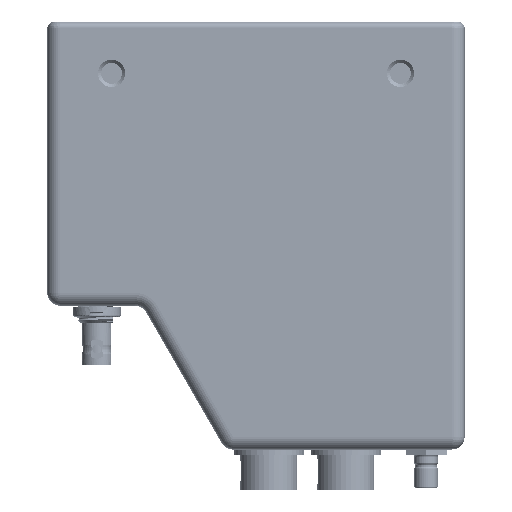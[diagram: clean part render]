
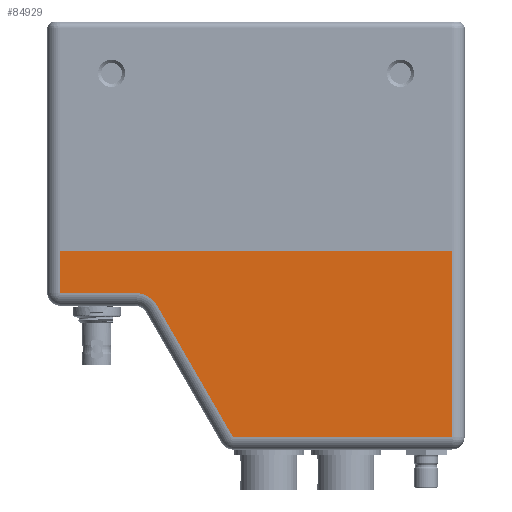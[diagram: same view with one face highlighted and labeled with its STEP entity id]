
A CAD part, left-side view. The second image highlights one B-rep face of the part: STEP entity #84929.
In plain terms, the highlighted planar face has unit normal (-1, 0, 0).
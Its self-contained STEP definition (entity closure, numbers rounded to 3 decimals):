
#7401=FACE_OUTER_BOUND('',#12801,.T.);
#12801=EDGE_LOOP('',(#62582,#62583,#62584,#62585,#62586,#62587,#62588));
#18767=CIRCLE('',#91616,4.);
#25177=LINE('',#142541,#30760);
#25178=LINE('',#142545,#30761);
#25179=LINE('',#142547,#30762);
#25180=LINE('',#142549,#30763);
#25181=LINE('',#142553,#30764);
#25182=LINE('',#142554,#30765);
#30760=VECTOR('',#107795,10.);
#30761=VECTOR('',#107800,10.);
#30762=VECTOR('',#107801,10.);
#30763=VECTOR('',#107802,10.);
#30764=VECTOR('',#107805,10.);
#30765=VECTOR('',#107806,10.);
#36671=VERTEX_POINT('',#142538);
#36672=VERTEX_POINT('',#142540);
#36673=VERTEX_POINT('',#142544);
#36674=VERTEX_POINT('',#142546);
#36675=VERTEX_POINT('',#142548);
#36676=VERTEX_POINT('',#142550);
#36677=VERTEX_POINT('',#142552);
#46038=EDGE_CURVE('',#36671,#36672,#25177,.T.);
#46040=EDGE_CURVE('',#36673,#36671,#25178,.T.);
#46041=EDGE_CURVE('',#36674,#36673,#25179,.T.);
#46042=EDGE_CURVE('',#36675,#36674,#25180,.T.);
#46043=EDGE_CURVE('',#36676,#36675,#18767,.T.);
#46044=EDGE_CURVE('',#36677,#36676,#25181,.T.);
#46045=EDGE_CURVE('',#36672,#36677,#25182,.T.);
#62582=ORIENTED_EDGE('',*,*,#46040,.F.);
#62583=ORIENTED_EDGE('',*,*,#46041,.F.);
#62584=ORIENTED_EDGE('',*,*,#46042,.F.);
#62585=ORIENTED_EDGE('',*,*,#46043,.F.);
#62586=ORIENTED_EDGE('',*,*,#46044,.F.);
#62587=ORIENTED_EDGE('',*,*,#46045,.F.);
#62588=ORIENTED_EDGE('',*,*,#46038,.F.);
#76487=PLANE('',#91615);
#84929=ADVANCED_FACE('',(#7401),#76487,.T.);
#91615=AXIS2_PLACEMENT_3D('',#142543,#107798,#107799);
#91616=AXIS2_PLACEMENT_3D('',#142551,#107803,#107804);
#107795=DIRECTION('',(0.,0.,-1.));
#107798=DIRECTION('center_axis',(-1.,0.,0.));
#107799=DIRECTION('ref_axis',(0.,0.,
1.));
#107800=DIRECTION('',(0.,-1.,0.));
#107801=DIRECTION('',(0.,0.,1.));
#107802=DIRECTION('',(0.,1.,0.));
#107803=DIRECTION('center_axis',(-1.,0.,0.));
#107804=DIRECTION('ref_axis',(0.,-0.5,0.866));
#107805=DIRECTION('',(0.,0.5,0.866));
#107806=DIRECTION('',(0.,1.,0.));
#142538=CARTESIAN_POINT('',(-32.5,-30.5,-2.4));
#142540=CARTESIAN_POINT('',(-32.5,-30.5,-31.3));
#142541=CARTESIAN_POINT('',(-32.5,-30.5,-5.1));
#142543=CARTESIAN_POINT('Origin',(-32.5,32.5,-5.1));
#142544=CARTESIAN_POINT('',(-32.5,30.5,-2.4));
#142545=CARTESIAN_POINT('',(-32.5,-15.25,-2.4));
#142546=CARTESIAN_POINT('',(-32.5,30.5,-8.9));
#142547=CARTESIAN_POINT('',(-32.5,30.5,-5.1));
#142548=CARTESIAN_POINT('',(-32.5,18.855,-8.9));
#142549=CARTESIAN_POINT('',(-32.5,25.1,-8.9));
#142550=CARTESIAN_POINT('',(-32.5,15.391,-10.9));
#142551=CARTESIAN_POINT('Origin',(-32.5,18.855,-12.9));
#142552=CARTESIAN_POINT('',(-32.5,3.613,-31.3));
#142553=CARTESIAN_POINT('',(-32.5,12.607,-15.721));
#142554=CARTESIAN_POINT('',(-32.5,16.25,-31.3));
